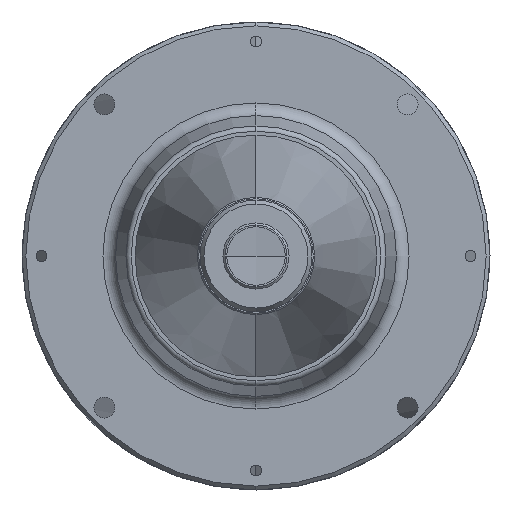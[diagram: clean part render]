
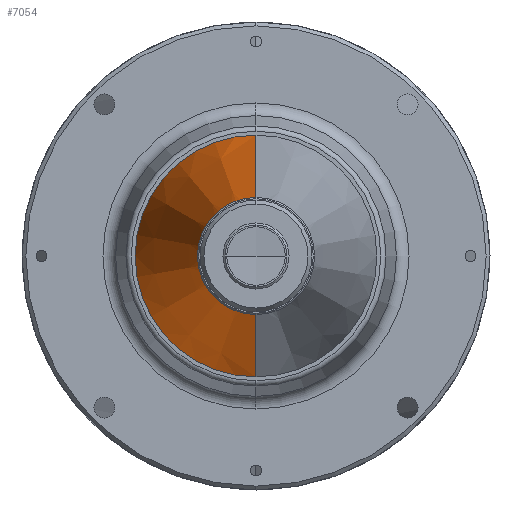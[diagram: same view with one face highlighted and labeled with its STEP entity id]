
A CAD part, left-side view. The second image highlights one B-rep face of the part: STEP entity #7054.
In plain terms, the highlighted conical face has half-angle 13.358 degrees and reference radius 46.5 mm.
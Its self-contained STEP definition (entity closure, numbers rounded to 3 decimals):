
#133 = ORIENTED_EDGE ( 'NONE', *, *, #5236, .T. ) ;
#559 = CARTESIAN_POINT ( 'NONE',  ( 207.446, 0., 0. ) ) ;
#594 = DIRECTION ( 'NONE',  ( 0., 0., -1. ) ) ;
#697 = CIRCLE ( 'NONE', #1318, 46.5 ) ;
#783 = LINE ( 'NONE', #1283, #2446 ) ;
#882 = CARTESIAN_POINT ( 'NONE',  ( 207.446, 0., -46.5 ) ) ;
#1096 = EDGE_CURVE ( 'NONE', #6057, #3960, #697, .T. ) ;
#1191 = DIRECTION ( 'NONE',  ( 1., 0., 0. ) ) ;
#1283 = CARTESIAN_POINT ( 'NONE',  ( 207.446, 0., 46.5 ) ) ;
#1296 = VECTOR ( 'NONE', #9042, 1000. ) ;
#1318 = AXIS2_PLACEMENT_3D ( 'NONE', #6331, #2031, #7043 ) ;
#2031 = DIRECTION ( 'NONE',  ( -1., 0., 0. ) ) ;
#2076 = CARTESIAN_POINT ( 'NONE',  ( 207.446, 0., 46.5 ) ) ;
#2446 = VECTOR ( 'NONE', #5560, 1000. ) ;
#2454 = FACE_OUTER_BOUND ( 'NONE', #2790, .T. ) ;
#2790 = EDGE_LOOP ( 'NONE', ( #8611, #133, #3318, #5436 ) ) ;
#3318 = ORIENTED_EDGE ( 'NONE', *, *, #1096, .T. ) ;
#3960 = VERTEX_POINT ( 'NONE', #882 ) ;
#4426 = CARTESIAN_POINT ( 'NONE',  ( 93.497, 0., -19.441 ) ) ;
#4656 = AXIS2_PLACEMENT_3D ( 'NONE', #5465, #1191, #6217 ) ;
#4755 = CIRCLE ( 'NONE', #4656, 19.441 ) ;
#4823 = DIRECTION ( 'NONE',  ( 1., 0., 0. ) ) ;
#4844 = CARTESIAN_POINT ( 'NONE',  ( 93.497, 0., 19.441 ) ) ;
#5219 = VERTEX_POINT ( 'NONE', #4844 ) ;
#5236 = EDGE_CURVE ( 'NONE', #5219, #6057, #783, .T. ) ;
#5382 = CARTESIAN_POINT ( 'NONE',  ( 207.446, 0., -46.5 ) ) ;
#5436 = ORIENTED_EDGE ( 'NONE', *, *, #8501, .F. ) ;
#5465 = CARTESIAN_POINT ( 'NONE',  ( 93.497, 0., 0. ) ) ;
#5560 = DIRECTION ( 'NONE',  ( 0.973, 0., 0.231 ) ) ;
#5802 = EDGE_CURVE ( 'NONE', #8915, #5219, #4755, .T. ) ;
#6057 = VERTEX_POINT ( 'NONE', #2076 ) ;
#6217 = DIRECTION ( 'NONE',  ( 0., 0., -1. ) ) ;
#6331 = CARTESIAN_POINT ( 'NONE',  ( 207.446, 0., 0. ) ) ;
#7043 = DIRECTION ( 'NONE',  ( 0., 0., 1. ) ) ;
#7054 = ADVANCED_FACE ( 'NONE', ( #2454 ), #7055, .T. ) ;
#7055 = CONICAL_SURFACE ( 'NONE', #7093, 46.5, 0.233 ) ;
#7093 = AXIS2_PLACEMENT_3D ( 'NONE', #559, #4823, #594 ) ;
#8501 = EDGE_CURVE ( 'NONE', #8915, #3960, #8687, .T. ) ;
#8611 = ORIENTED_EDGE ( 'NONE', *, *, #5802, .T. ) ;
#8687 = LINE ( 'NONE', #5382, #1296 ) ;
#8915 = VERTEX_POINT ( 'NONE', #4426 ) ;
#9042 = DIRECTION ( 'NONE',  ( 0.973, 0., -0.231 ) ) ;
